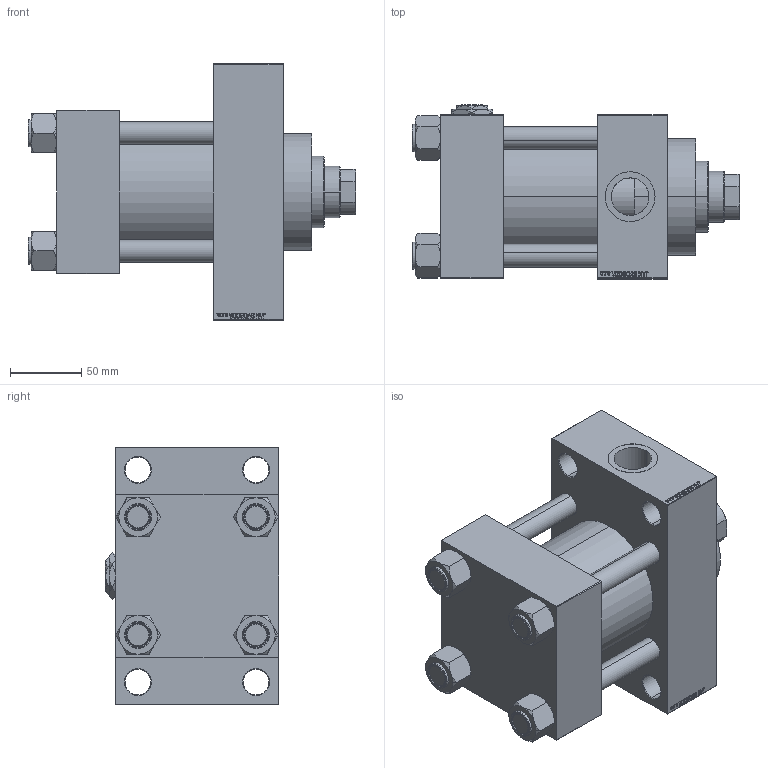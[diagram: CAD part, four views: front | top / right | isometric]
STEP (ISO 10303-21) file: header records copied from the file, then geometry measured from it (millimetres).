
FILE_DESCRIPTION (( 'STEP AP203' ), '1' );
FILE_NAME ('750d.STEP', '2023-12-11T09:07:41', ( '' ), ( '' ), 'SwSTEP 2.0', 'SolidWorks 2019', '' );
FILE_SCHEMA (( 'CONFIG_CONTROL_DESIGN' ));
Length unit declared in the file: millimetre
Products named in the file (7): NUT_M5_D 44c9e17c32fe9919ef6eb0e9b4167123; V215CR_VCP_D 44c9e17c32fe9919ef6eb0e9b4167123; Zatka_pro_OIL_PORT 44c9e17c32fe9919ef6eb0e9b4167123; V215_VC_A 44c9e17c32fe9919ef6eb0e9b4167123; V215CR_D_TYCINKA 44c9e17c32fe9919ef6eb0e9b4167123; 750d; V215CR_D_Body 44c9e17c32fe9919ef6eb0e9b4167123
Assembly tree (12 placements, depth 2):
  750d
    V215CR_D_Body 44c9e17c32fe9919ef6eb0e9b4167123
    V215CR_VCP_D 44c9e17c32fe9919ef6eb0e9b4167123
    NUT_M5_D 44c9e17c32fe9919ef6eb0e9b4167123  x4
    V215CR_D_TYCINKA 44c9e17c32fe9919ef6eb0e9b4167123  x4
    V215_VC_A 44c9e17c32fe9919ef6eb0e9b4167123
    Zatka_pro_OIL_PORT 44c9e17c32fe9919ef6eb0e9b4167123
Bounding box: 230 x 122 x 180 mm (x, y, z)
Volume: 1983348.2 mm3; surface area: 298617.8 mm2
Topology: 12 solids, 12 shells, 1194 faces, 2998 edges, 1941 vertices
Faces by surface type: plane 567, bspline 368, cone 162, cylinder 89, torus 8
Entity records: 49155 total; most frequent: CARTESIAN_POINT 25667, ORIENTED_EDGE 5260, DIRECTION 3440, EDGE_CURVE 2630, VERTEX_POINT 1719, VECTOR 1556, LINE 1556, EDGE_LOOP 1171
